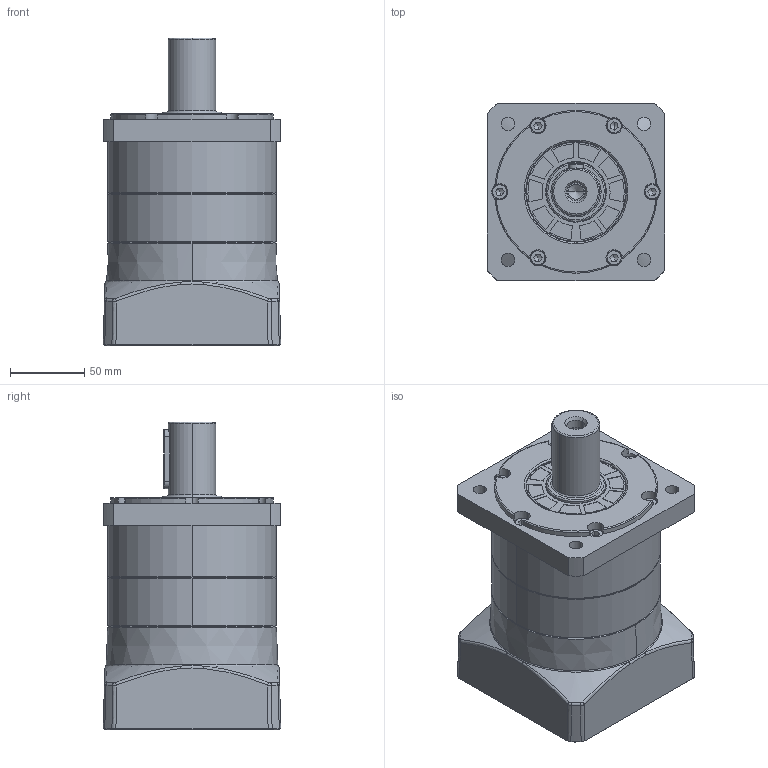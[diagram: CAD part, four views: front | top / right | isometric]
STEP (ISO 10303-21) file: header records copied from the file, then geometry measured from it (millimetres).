
FILE_DESCRIPTION (( 'STEP AP214' ), '1' );
FILE_NAME ('FB-120-L1-P2-¦µ24-¦µ95-¦µ115-M8-59-C32.STEP', '2024-01-05T01:12:51', ( 'admin' ), ( '' ), 'SwSTEP 2.0', 'SolidWorks 2013', '' );
FILE_SCHEMA (( 'AUTOMOTIVE_DESIGN' ));
Length unit declared in the file: millimetre
Products named in the file (9): 单边锁输入轴FB120-24（带螺丝）; 镂空输入法兰FB120-95x70xM8(115); 怀堤傷褲极FB120; A倰す瑩10X40; 怀堤俴陎殤FB120-C32; M6樓粟菜; 内齿圈FB120-D108; FBK嘎殤蚐猾 KG40x68x5; FB-120-L1-P2-朴24-朴95-朴115-M8-59-C32
Assembly tree (19 placements, depth 2):
  FB-120-L1-P2-朴24-朴95-朴115-M8-59-C32
    FBK嘎殤蚐猾 KG40x68x5
    内齿圈FB120-D108
    M6樓粟菜  x12
    怀堤俴陎殤FB120-C32
    A倰す瑩10X40
    怀堤傷褲极FB120
    镂空输入法兰FB120-95x70xM8(115)
    单边锁输入轴FB120-24（带螺丝）
Bounding box: 120 x 120 x 208 mm (x, y, z)
Volume: 1490301.8 mm3; surface area: 245412 mm2
Topology: 8 solids, 33 shells, 1232 faces, 2977 edges, 1822 vertices
Faces by surface type: plane 344, bspline 285, cylinder 276, cone 178, torus 89, sphere 60
Entity records: 43539 total; most frequent: CARTESIAN_POINT 22855, ORIENTED_EDGE 4583, DIRECTION 3757, EDGE_CURVE 2295, AXIS2_PLACEMENT_3D 1558, VERTEX_POINT 1392, EDGE_LOOP 1054, FACE_OUTER_BOUND 968
